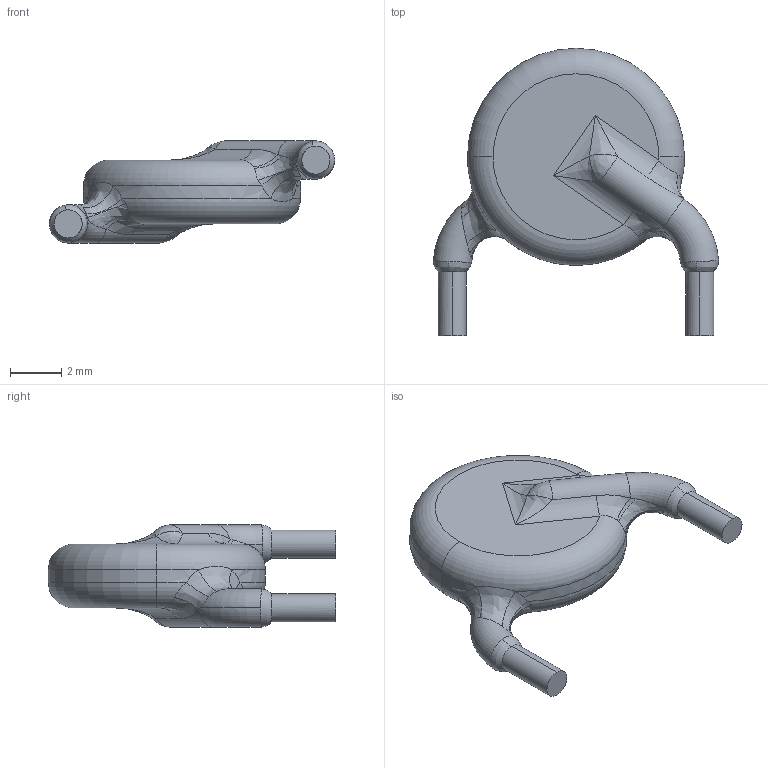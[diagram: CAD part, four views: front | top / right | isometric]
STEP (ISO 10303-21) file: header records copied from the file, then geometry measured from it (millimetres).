
FILE_DESCRIPTION (( 'STEP AP214' ), '1' );
FILE_NAME ('CY-2.2nF-400V.STEP', '2020-11-09T09:11:20', ( '' ), ( '' ), 'SwSTEP 2.0', 'SolidWorks 2021', '' );
FILE_SCHEMA (( 'AUTOMOTIVE_DESIGN' ));
Length unit declared in the file: millimetre
Products named in the file (1): CY-2.2nF-400V
Bounding box: 11.18 x 11.25 x 4 mm (x, y, z)
Volume: 154.7 mm3; surface area: 205.8 mm2
Topology: 1 solids, 1 shells, 58 faces, 144 edges, 82 vertices
Faces by surface type: bspline 28, cylinder 16, torus 10, plane 4
Entity records: 2634 total; most frequent: CARTESIAN_POINT 1388, ORIENTED_EDGE 276, DIRECTION 190, EDGE_CURVE 138, AXIS2_PLACEMENT_3D 87, VERTEX_POINT 82, EDGE_LOOP 58, ADVANCED_FACE 58
